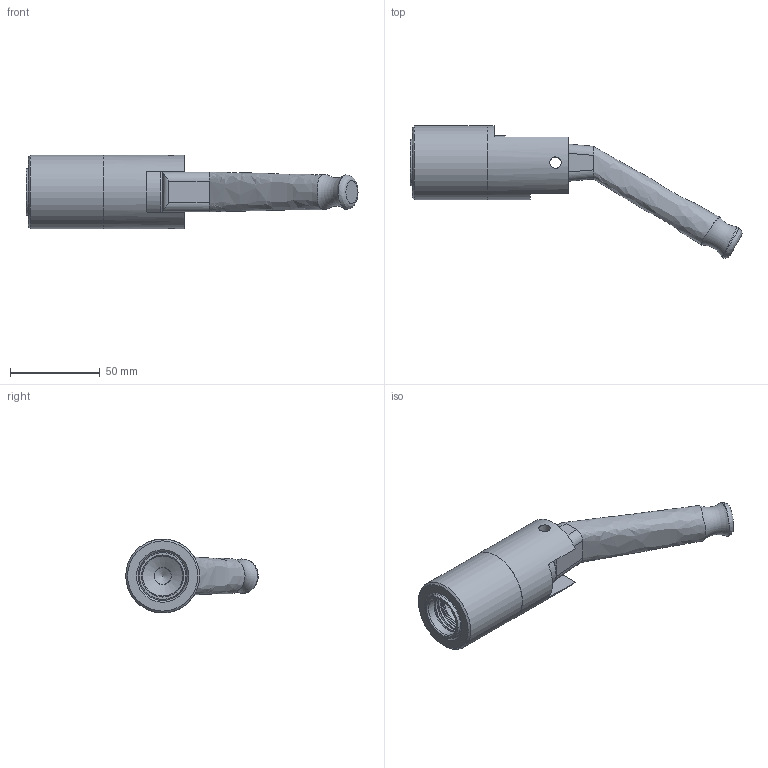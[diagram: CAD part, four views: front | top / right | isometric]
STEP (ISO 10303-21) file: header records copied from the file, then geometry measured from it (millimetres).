
FILE_DESCRIPTION(/* description */ (''),/* implementation_level */ '2;1');
FILE_NAME(/* name */ 'JXL1-0875.stp',/* time_stamp */ '2021-02-01T08:09:19-06:00',/* author */ ('scott.gulden'),/* organization */ ('FasTest,Inc.'),/* preprocessor_version */ 'ST-DEVELOPER v17.2',/* originating_system */ 'Autodesk Inventor 2019',/* authorisation */ '');
FILE_SCHEMA (('AUTOMOTIVE_DESIGN { 1 0 10303 214 3 1 1 }'));
Length unit declared in the file: inch
Products named in the file (1): JXL0
Bounding box: 185.02 x 73.84 x 41.15 mm (x, y, z)
Volume: 104088.6 mm3; surface area: 45525.6 mm2
Topology: 6 solids, 7 shells, 108 faces, 298 edges, 211 vertices
Faces by surface type: plane 43, cylinder 40, cone 18, bspline 4, torus 3
Full cylindrical faces by diameter (mm): 6.35 x2, 6.401 x1, 9.525 x2, 10.719 x1, 22.352 x3, 22.733 x3, 25.933 x1, 26.213 x1, 27.178 x1, 27.254 x1, 29.54 x1, 29.693 x2, 29.921 x1, 30.201 x1, 30.429 x1, 30.632 x1, 32.766 x1, 33.02 x1, 36.512 x1, 38.1 x2, 41.148 x2
Entity records: 4632 total; most frequent: CARTESIAN_POINT 1702, DIRECTION 625, ORIENTED_EDGE 592, EDGE_CURVE 296, AXIS2_PLACEMENT_3D 261, VERTEX_POINT 211, CIRCLE 147, EDGE_LOOP 135
